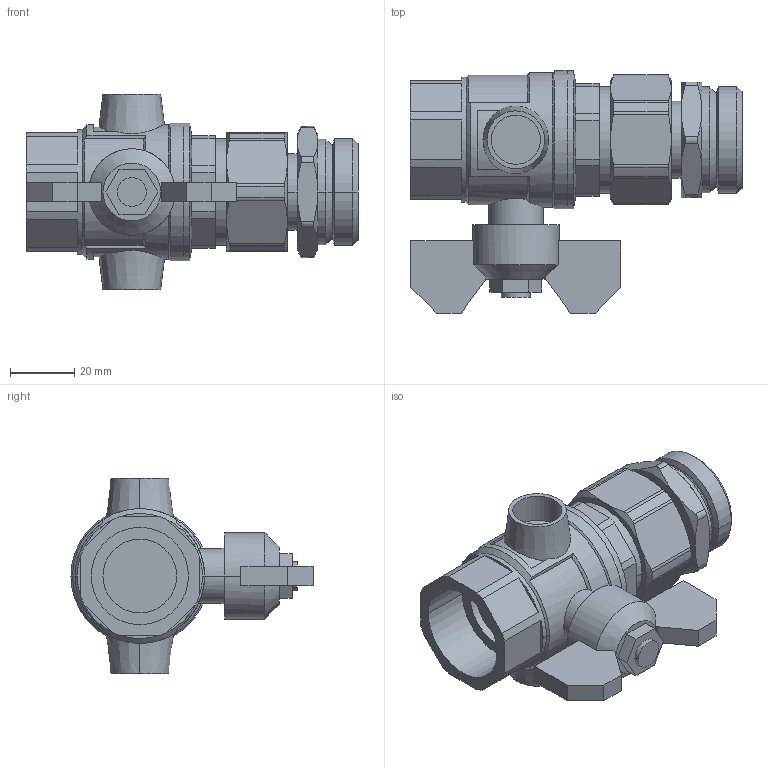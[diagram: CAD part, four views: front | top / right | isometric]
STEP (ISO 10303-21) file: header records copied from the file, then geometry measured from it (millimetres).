
FILE_DESCRIPTION((''),'2;1');
FILE_NAME('088U0822-SIMPLE_ASM','2024-08-13T15:37:24',('U258971'),('Danfoss'),'CREO PARAMETRIC BY PTC INC, 2022124','CREO PARAMETRIC BY PTC INC, 2022124','');
FILE_SCHEMA(('CONFIG_CONTROL_DESIGN'));
Length unit declared in the file: millimetre
Products named in the file (14): BODY-BALLVALVE_12-SIMPLIFIED; CAP-BALLVALVE_8; STEM-BALLVALVE_6; TIANLIAO_5; HANDLE_7; NUT-BALL-VALVE_4; 54550014_3; 088U7016_3-SIMPLE; 088U7022_3; 088U7017_3; 088U7020_3; 088U7005_ASM_3_ASM; BALL-VAVLE_ASM_6_ASM; 088U0822-SIMPLE_ASM
Assembly tree (13 placements, depth 4):
  088U0822-SIMPLE_ASM
    BALL-VAVLE_ASM_6_ASM
      BODY-BALLVALVE_12-SIMPLIFIED
      CAP-BALLVALVE_8
      STEM-BALLVALVE_6
      TIANLIAO_5
      HANDLE_7
      NUT-BALL-VALVE_4
      54550014_3
      088U7005_ASM_3_ASM
        088U7016_3-SIMPLE
        088U7022_3
        088U7017_3
        088U7020_3
Bounding box: 103.5 x 75.5 x 60.8 mm (x, y, z)
Volume: 100470.4 mm3; surface area: 49056.9 mm2
Topology: 11 solids, 13 shells, 320 faces, 788 edges, 513 vertices
Faces by surface type: cylinder 125, plane 122, cone 67, torus 4, sphere 2
Entity records: 10499 total; most frequent: CARTESIAN_POINT 2476, DIRECTION 1722, ORIENTED_EDGE 1568, EDGE_CURVE 788, AXIS2_PLACEMENT_3D 705, VERTEX_POINT 513, EDGE_LOOP 359, CIRCLE 342
